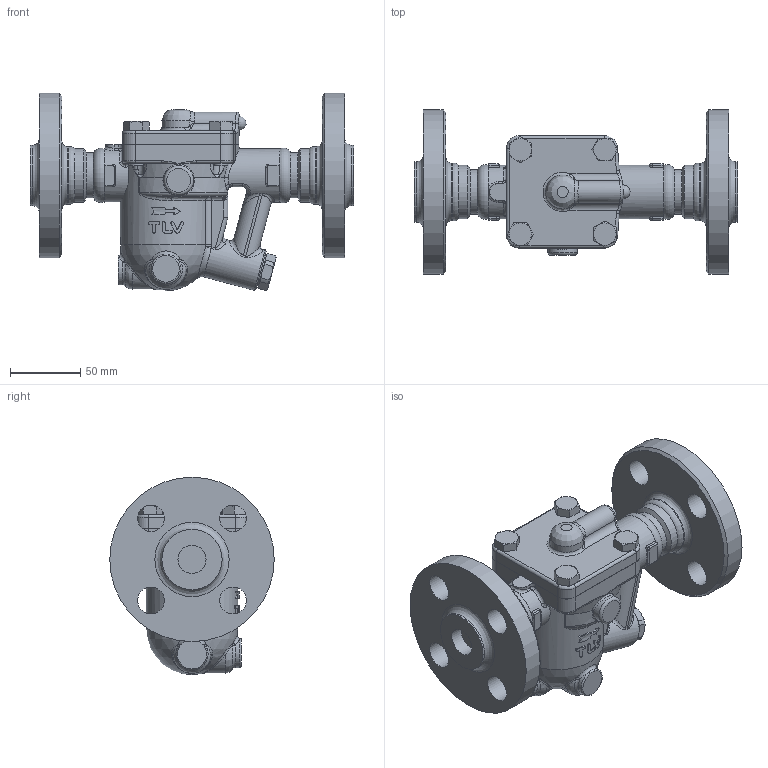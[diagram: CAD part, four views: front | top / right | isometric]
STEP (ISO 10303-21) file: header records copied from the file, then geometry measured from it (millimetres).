
FILE_DESCRIPTION((''),'2;1');
FILE_NAME('jh3sb-020-a0600-00.stp','2009-10-15T13:31:03',('nakaot'),(''),'Autodesk Inventor 2008','Autodesk Inventor 2008','');
FILE_SCHEMA(('AUTOMOTIVE_DESIGN { 1 0 10303 214 1 1 1 1 }'));
Length unit declared in the file: millimetre
Products named in the file (1): jh3sb-020-a0600-00
Bounding box: 230 x 117 x 140.58 mm (x, y, z)
Volume: 970443.6 mm3; surface area: 125558.9 mm2
Topology: 1 solids, 2 shells, 512 faces, 1260 edges, 760 vertices
Faces by surface type: bspline 163, plane 130, cylinder 129, cone 58, torus 27, sphere 5
Full cylindrical faces by diameter (mm): 10 x9, 20 x2, 21 x1, 23 x1, 30 x1, 32 x2, 38 x3, 41 x2, 42.9 x2, 56.5 x1, 117 x2
Entity records: 31537 total; most frequent: CARTESIAN_POINT 20911, ORIENTED_EDGE 2342, DIRECTION 1924, EDGE_CURVE 1171, AXIS2_PLACEMENT_3D 807, VERTEX_POINT 738, EDGE_LOOP 615, FACE_OUTER_BOUND 512
